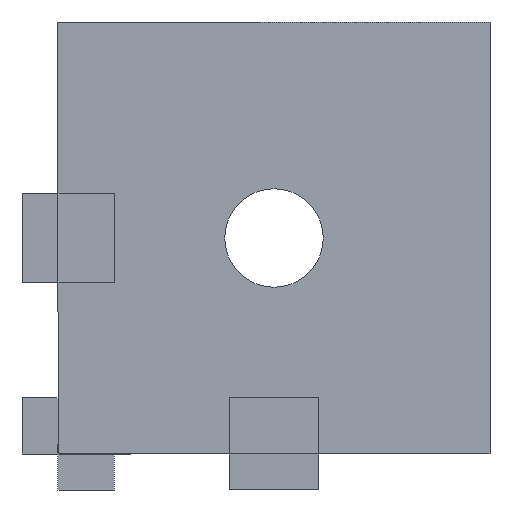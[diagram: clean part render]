
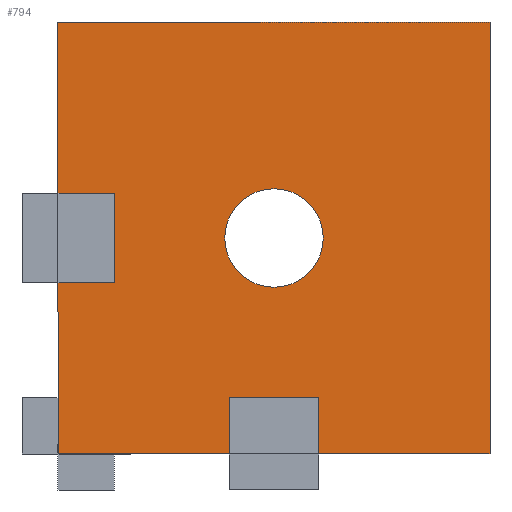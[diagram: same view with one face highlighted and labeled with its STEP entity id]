
A CAD part, front view. The second image highlights one B-rep face of the part: STEP entity #794.
In plain terms, the highlighted planar face has unit normal (0, -1, 0).
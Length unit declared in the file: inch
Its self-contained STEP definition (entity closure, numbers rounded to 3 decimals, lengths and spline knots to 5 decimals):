
#135=CARTESIAN_POINT('',(0.,-0.75,0.579));
#136=VERTEX_POINT('',#135);
#145=CARTESIAN_POINT('',(0.,-0.75,0.921));
#146=VERTEX_POINT('',#145);
#147=CARTESIAN_POINT('',(0.,-0.75,0.75));
#148=DIRECTION('',(0.0,1.0,0.0));
#149=DIRECTION('',(0.0,0.0,-1.0));
#150=AXIS2_PLACEMENT_3D('',#147,#148,#149);
#151=CIRCLE('',#150,0.171);
#152=EDGE_CURVE('',#146,#136,#151,.T.);
#573=CARTESIAN_POINT('',(-0.75,-0.75,0.906));
#574=VERTEX_POINT('',#573);
#575=CARTESIAN_POINT('',(-0.555,-0.75,0.906));
#576=VERTEX_POINT('',#575);
#577=CARTESIAN_POINT('',(-0.75,-0.75,0.906));
#578=DIRECTION('',(1.0,0.0,0.0));
#579=VECTOR('',#578,0.195);
#580=LINE('',#577,#579);
#581=EDGE_CURVE('',#574,#576,#580,.T.);
#613=CARTESIAN_POINT('',(-0.75,-0.75,0.594));
#614=VERTEX_POINT('',#613);
#644=CARTESIAN_POINT('',(-0.555,-0.75,0.594));
#645=VERTEX_POINT('',#644);
#646=CARTESIAN_POINT('',(-0.555,-0.75,0.594));
#647=DIRECTION('',(-1.0,0.0,0.0));
#648=VECTOR('',#647,0.195);
#649=LINE('',#646,#648);
#650=EDGE_CURVE('',#645,#614,#649,.T.);
#675=CARTESIAN_POINT('',(-0.555,-0.75,0.906));
#676=DIRECTION('',(0.0,0.0,-1.0));
#677=VECTOR('',#676,0.312);
#678=LINE('',#675,#677);
#679=EDGE_CURVE('',#576,#645,#678,.T.);
#704=CARTESIAN_POINT('',(-0.75,-0.75,0.0));
#705=DIRECTION('',(0.0,-1.0,0.0));
#706=DIRECTION('',(0.0,0.0,1.0));
#707=AXIS2_PLACEMENT_3D('',#704,#705,#706);
#708=PLANE('',#707);
#709=ORIENTED_EDGE('',*,*,#650,.T.);
#710=CARTESIAN_POINT('',(-0.75,-0.75,0.0));
#711=VERTEX_POINT('',#710);
#712=CARTESIAN_POINT('',(-0.75,-0.75,0.594));
#713=DIRECTION('',(0.0,0.0,-1.0));
#714=VECTOR('',#713,0.594);
#715=LINE('',#712,#714);
#716=EDGE_CURVE('',#614,#711,#715,.T.);
#717=ORIENTED_EDGE('',*,*,#716,.T.);
#718=CARTESIAN_POINT('',(-0.156,-0.75,0.0));
#719=VERTEX_POINT('',#718);
#720=CARTESIAN_POINT('',(-0.75,-0.75,0.0));
#721=DIRECTION('',(1.0,0.0,0.0));
#722=VECTOR('',#721,0.594);
#723=LINE('',#720,#722);
#724=EDGE_CURVE('',#711,#719,#723,.T.);
#725=ORIENTED_EDGE('',*,*,#724,.T.);
#726=CARTESIAN_POINT('',(-0.156,-0.75,0.195));
#727=VERTEX_POINT('',#726);
#728=CARTESIAN_POINT('',(-0.156,-0.75,0.0));
#729=DIRECTION('',(0.0,0.0,1.0));
#730=VECTOR('',#729,0.195);
#731=LINE('',#728,#730);
#732=EDGE_CURVE('',#719,#727,#731,.T.);
#733=ORIENTED_EDGE('',*,*,#732,.T.);
#734=CARTESIAN_POINT('',(0.156,-0.75,0.195));
#735=VERTEX_POINT('',#734);
#736=CARTESIAN_POINT('',(-0.156,-0.75,0.195));
#737=DIRECTION('',(1.0,0.0,0.0));
#738=VECTOR('',#737,0.312);
#739=LINE('',#736,#738);
#740=EDGE_CURVE('',#727,#735,#739,.T.);
#741=ORIENTED_EDGE('',*,*,#740,.T.);
#742=CARTESIAN_POINT('',(0.156,-0.75,0.0));
#743=VERTEX_POINT('',#742);
#744=CARTESIAN_POINT('',(0.156,-0.75,0.195));
#745=DIRECTION('',(0.0,0.0,-1.0));
#746=VECTOR('',#745,0.195);
#747=LINE('',#744,#746);
#748=EDGE_CURVE('',#735,#743,#747,.T.);
#749=ORIENTED_EDGE('',*,*,#748,.T.);
#750=CARTESIAN_POINT('',(0.75,-0.75,0.0));
#751=VERTEX_POINT('',#750);
#752=CARTESIAN_POINT('',(0.156,-0.75,0.0));
#753=DIRECTION('',(1.0,0.0,0.0));
#754=VECTOR('',#753,0.594);
#755=LINE('',#752,#754);
#756=EDGE_CURVE('',#743,#751,#755,.T.);
#757=ORIENTED_EDGE('',*,*,#756,.T.);
#758=CARTESIAN_POINT('',(0.75,-0.75,1.5));
#759=VERTEX_POINT('',#758);
#760=CARTESIAN_POINT('',(0.75,-0.75,0.0));
#761=DIRECTION('',(0.0,0.0,1.0));
#762=VECTOR('',#761,1.5);
#763=LINE('',#760,#762);
#764=EDGE_CURVE('',#751,#759,#763,.T.);
#765=ORIENTED_EDGE('',*,*,#764,.T.);
#766=CARTESIAN_POINT('',(-0.75,-0.75,1.5));
#767=VERTEX_POINT('',#766);
#768=CARTESIAN_POINT('',(-0.75,-0.75,1.5));
#769=DIRECTION('',(1.0,0.0,0.0));
#770=VECTOR('',#769,1.5);
#771=LINE('',#768,#770);
#772=EDGE_CURVE('',#767,#759,#771,.T.);
#773=ORIENTED_EDGE('',*,*,#772,.F.);
#774=CARTESIAN_POINT('',(-0.75,-0.75,1.5));
#775=DIRECTION('',(0.0,0.0,-1.0));
#776=VECTOR('',#775,0.594);
#777=LINE('',#774,#776);
#778=EDGE_CURVE('',#767,#574,#777,.T.);
#779=ORIENTED_EDGE('',*,*,#778,.T.);
#780=ORIENTED_EDGE('',*,*,#581,.T.);
#781=ORIENTED_EDGE('',*,*,#679,.T.);
#782=EDGE_LOOP('',(#709,#717,#725,#733,#741,#749,#757,#765,#773,#779,#780,#781));
#783=FACE_OUTER_BOUND('',#782,.T.);
#784=CARTESIAN_POINT('',(0.,-0.75,0.75));
#785=DIRECTION('',(0.0,1.0,0.0));
#786=DIRECTION('',(0.0,0.0,-1.0));
#787=AXIS2_PLACEMENT_3D('',#784,#785,#786);
#788=CIRCLE('',#787,0.171);
#789=EDGE_CURVE('',#136,#146,#788,.T.);
#790=ORIENTED_EDGE('',*,*,#789,.T.);
#791=ORIENTED_EDGE('',*,*,#152,.T.);
#792=EDGE_LOOP('',(#790,#791));
#793=FACE_BOUND('',#792,.T.);
#794=ADVANCED_FACE('',(#783,#793),#708,.T.);
